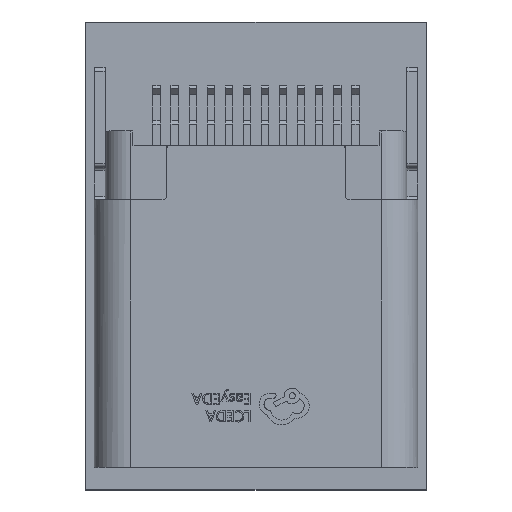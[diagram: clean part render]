
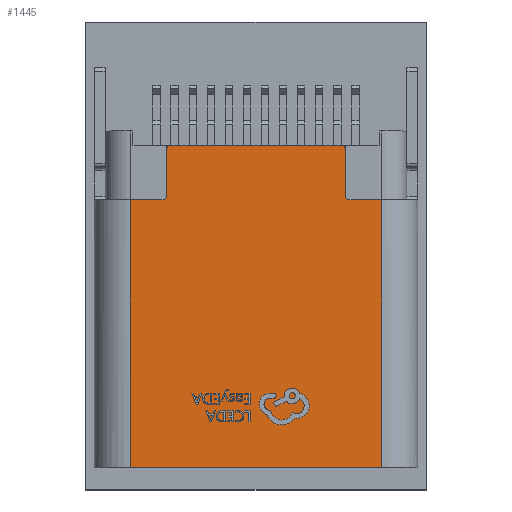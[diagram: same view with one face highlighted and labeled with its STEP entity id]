
A CAD part, top view. The second image highlights one B-rep face of the part: STEP entity #1445.
In plain terms, the highlighted planar face has unit normal (0, 0, 1).
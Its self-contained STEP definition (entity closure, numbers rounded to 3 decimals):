
#824 = VERTEX_POINT('',#825);
#825 = CARTESIAN_POINT('',(-2.37,-0.914,1.06));
#831 = EDGE_CURVE('',#824,#832,#834,.T.);
#832 = VERTEX_POINT('',#833);
#833 = CARTESIAN_POINT('',(2.37,-0.914,1.06));
#834 = LINE('',#835,#836);
#835 = CARTESIAN_POINT('',(-3.47,-0.914,1.06));
#836 = VECTOR('',#837,1.);
#837 = DIRECTION('',(1.,0.,0.));
#1215 = VERTEX_POINT('',#1216);
#1216 = CARTESIAN_POINT('',(3.47,-2.414,1.06));
#1223 = EDGE_CURVE('',#1215,#1224,#1226,.T.);
#1224 = VERTEX_POINT('',#1225);
#1225 = CARTESIAN_POINT('',(3.47,-9.814,1.06));
#1226 = LINE('',#1227,#1228);
#1227 = CARTESIAN_POINT('',(3.47,-0.914,1.06));
#1228 = VECTOR('',#1229,1.);
#1229 = DIRECTION('',(0.,-1.,0.));
#1445 = ADVANCED_FACE('',(#1446),#1530,.F.);
#1446 = FACE_BOUND('',#1447,.T.);
#1447 = EDGE_LOOP('',(#1448,#1449,#1458,#1466,#1475,#1483,#1491,#1497,
    #1498,#1506,#1515,#1523));
#1448 = ORIENTED_EDGE('',*,*,#831,.F.);
#1449 = ORIENTED_EDGE('',*,*,#1450,.F.);
#1450 = EDGE_CURVE('',#1451,#824,#1453,.T.);
#1451 = VERTEX_POINT('',#1452);
#1452 = CARTESIAN_POINT('',(-2.47,-1.014,1.06));
#1453 = CIRCLE('',#1454,0.1);
#1454 = AXIS2_PLACEMENT_3D('',#1455,#1456,#1457);
#1455 = CARTESIAN_POINT('',(-2.37,-1.014,1.06));
#1456 = DIRECTION('',(0.,0.,-1.));
#1457 = DIRECTION('',(0.,1.,0.));
#1458 = ORIENTED_EDGE('',*,*,#1459,.T.);
#1459 = EDGE_CURVE('',#1451,#1460,#1462,.T.);
#1460 = VERTEX_POINT('',#1461);
#1461 = CARTESIAN_POINT('',(-2.47,-2.314,1.06));
#1462 = LINE('',#1463,#1464);
#1463 = CARTESIAN_POINT('',(-2.47,-0.914,1.06));
#1464 = VECTOR('',#1465,1.);
#1465 = DIRECTION('',(0.,-1.,0.));
#1466 = ORIENTED_EDGE('',*,*,#1467,.F.);
#1467 = EDGE_CURVE('',#1468,#1460,#1470,.T.);
#1468 = VERTEX_POINT('',#1469);
#1469 = CARTESIAN_POINT('',(-2.57,-2.414,1.06));
#1470 = CIRCLE('',#1471,0.1);
#1471 = AXIS2_PLACEMENT_3D('',#1472,#1473,#1474);
#1472 = CARTESIAN_POINT('',(-2.57,-2.314,1.06));
#1473 = DIRECTION('',(0.,0.,1.));
#1474 = DIRECTION('',(0.,1.,0.));
#1475 = ORIENTED_EDGE('',*,*,#1476,.T.);
#1476 = EDGE_CURVE('',#1468,#1477,#1479,.T.);
#1477 = VERTEX_POINT('',#1478);
#1478 = CARTESIAN_POINT('',(-3.47,-2.414,1.06));
#1479 = LINE('',#1480,#1481);
#1480 = CARTESIAN_POINT('',(-2.47,-2.414,1.06));
#1481 = VECTOR('',#1482,1.);
#1482 = DIRECTION('',(-1.,0.,0.));
#1483 = ORIENTED_EDGE('',*,*,#1484,.T.);
#1484 = EDGE_CURVE('',#1477,#1485,#1487,.T.);
#1485 = VERTEX_POINT('',#1486);
#1486 = CARTESIAN_POINT('',(-3.47,-9.814,1.06));
#1487 = LINE('',#1488,#1489);
#1488 = CARTESIAN_POINT('',(-3.47,-0.914,1.06));
#1489 = VECTOR('',#1490,1.);
#1490 = DIRECTION('',(0.,-1.,0.));
#1491 = ORIENTED_EDGE('',*,*,#1492,.T.);
#1492 = EDGE_CURVE('',#1485,#1224,#1493,.T.);
#1493 = LINE('',#1494,#1495);
#1494 = CARTESIAN_POINT('',(-3.47,-9.814,1.06));
#1495 = VECTOR('',#1496,1.);
#1496 = DIRECTION('',(1.,0.,0.));
#1497 = ORIENTED_EDGE('',*,*,#1223,.F.);
#1498 = ORIENTED_EDGE('',*,*,#1499,.F.);
#1499 = EDGE_CURVE('',#1500,#1215,#1502,.T.);
#1500 = VERTEX_POINT('',#1501);
#1501 = CARTESIAN_POINT('',(2.57,-2.414,1.06));
#1502 = LINE('',#1503,#1504);
#1503 = CARTESIAN_POINT('',(2.47,-2.414,1.06));
#1504 = VECTOR('',#1505,1.);
#1505 = DIRECTION('',(1.,0.,0.));
#1506 = ORIENTED_EDGE('',*,*,#1507,.T.);
#1507 = EDGE_CURVE('',#1500,#1508,#1510,.T.);
#1508 = VERTEX_POINT('',#1509);
#1509 = CARTESIAN_POINT('',(2.47,-2.314,1.06));
#1510 = CIRCLE('',#1511,0.1);
#1511 = AXIS2_PLACEMENT_3D('',#1512,#1513,#1514);
#1512 = CARTESIAN_POINT('',(2.57,-2.314,1.06));
#1513 = DIRECTION('',(0.,0.,-1.));
#1514 = DIRECTION('',(0.,1.,0.));
#1515 = ORIENTED_EDGE('',*,*,#1516,.F.);
#1516 = EDGE_CURVE('',#1517,#1508,#1519,.T.);
#1517 = VERTEX_POINT('',#1518);
#1518 = CARTESIAN_POINT('',(2.47,-1.014,1.06));
#1519 = LINE('',#1520,#1521);
#1520 = CARTESIAN_POINT('',(2.47,-0.914,1.06));
#1521 = VECTOR('',#1522,1.);
#1522 = DIRECTION('',(0.,-1.,0.));
#1523 = ORIENTED_EDGE('',*,*,#1524,.T.);
#1524 = EDGE_CURVE('',#1517,#832,#1525,.T.);
#1525 = CIRCLE('',#1526,0.1);
#1526 = AXIS2_PLACEMENT_3D('',#1527,#1528,#1529);
#1527 = CARTESIAN_POINT('',(2.37,-1.014,1.06));
#1528 = DIRECTION('',(0.,0.,1.));
#1529 = DIRECTION('',(0.,1.,0.));
#1530 = PLANE('',#1531);
#1531 = AXIS2_PLACEMENT_3D('',#1532,#1533,#1534);
#1532 = CARTESIAN_POINT('',(-3.47,-0.914,1.06));
#1533 = DIRECTION('',(0.,0.,-1.));
#1534 = DIRECTION('',(0.,1.,0.));
